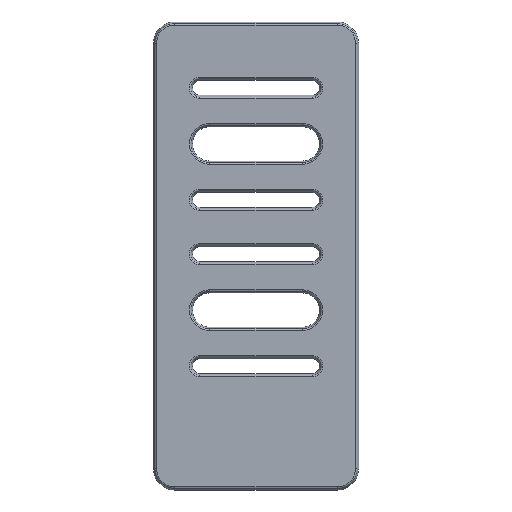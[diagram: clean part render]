
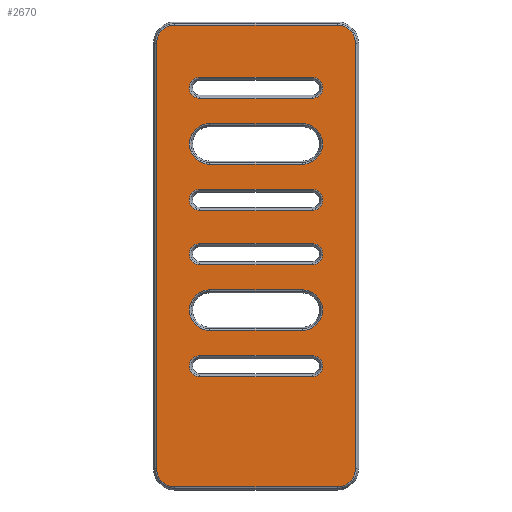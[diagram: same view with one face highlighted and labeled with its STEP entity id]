
A CAD part, top view. The second image highlights one B-rep face of the part: STEP entity #2670.
In plain terms, the highlighted planar face has unit normal (0, 0, 1).
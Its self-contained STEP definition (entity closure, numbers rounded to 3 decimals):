
#169=CARTESIAN_POINT('',(-210.,570.,0.));
#170=DIRECTION('',(0.,0.,1.));
#171=DIRECTION('',(0.,1.,0.));
#172=AXIS2_PLACEMENT_3D('',#169,#170,#171);
#177=DIRECTION('',(-1.,0.,0.));
#178=VECTOR('',#177,420.);
#179=CARTESIAN_POINT('',(210.,617.525,0.));
#180=LINE('',#179,#178);
#184=CARTESIAN_POINT('',(210.,570.,0.));
#185=DIRECTION('',(0.,0.,1.));
#186=DIRECTION('',(1.,0.,0.));
#187=AXIS2_PLACEMENT_3D('',#184,#185,#186);
#192=DIRECTION('',(0.,1.,0.));
#193=VECTOR('',#192,1100.);
#194=CARTESIAN_POINT('',(257.525,-530.,0.));
#195=LINE('',#194,#193);
#199=CARTESIAN_POINT('',(210.,-530.,0.));
#200=DIRECTION('',(0.,0.,1.));
#201=DIRECTION('',(0.,-1.,0.));
#202=AXIS2_PLACEMENT_3D('',#199,#200,#201);
#207=DIRECTION('',(1.,0.,0.));
#208=VECTOR('',#207,420.);
#209=CARTESIAN_POINT('',(-210.,-577.525,0.));
#210=LINE('',#209,#208);
#214=CARTESIAN_POINT('',(-210.,-530.,0.));
#215=DIRECTION('',(0.,0.,1.));
#216=DIRECTION('',(-1.,0.,0.));
#217=AXIS2_PLACEMENT_3D('',#214,#215,#216);
#222=DIRECTION('',(0.,-1.,0.));
#223=VECTOR('',#222,1100.);
#224=CARTESIAN_POINT('',(-257.525,570.,0.));
#225=LINE('',#224,#223);
#229=CARTESIAN_POINT('',(145.,455.,0.));
#230=DIRECTION('',(0.,0.,-1.));
#231=DIRECTION('',(0.,1.,0.));
#232=AXIS2_PLACEMENT_3D('',#229,#230,#231);
#237=DIRECTION('',(1.,0.,0.));
#238=VECTOR('',#237,290.);
#239=CARTESIAN_POINT('',(-145.,482.475,0.));
#240=LINE('',#239,#238);
#244=CARTESIAN_POINT('',(-145.,455.,0.));
#245=DIRECTION('',(0.,0.,-1.));
#246=DIRECTION('',(0.,-1.,0.));
#247=AXIS2_PLACEMENT_3D('',#244,#245,#246);
#252=DIRECTION('',(-1.,0.,0.));
#253=VECTOR('',#252,290.);
#254=CARTESIAN_POINT('',(145.,427.525,0.));
#255=LINE('',#254,#253);
#259=CARTESIAN_POINT('',(120.,310.,0.));
#260=DIRECTION('',(0.,0.,-1.));
#261=DIRECTION('',(0.,1.,0.));
#262=AXIS2_PLACEMENT_3D('',#259,#260,#261);
#267=DIRECTION('',(1.,0.,0.));
#268=VECTOR('',#267,240.);
#269=CARTESIAN_POINT('',(-120.,362.475,0.));
#270=LINE('',#269,#268);
#274=CARTESIAN_POINT('',(-120.,310.,0.));
#275=DIRECTION('',(0.,0.,-1.));
#276=DIRECTION('',(0.,-1.,0.));
#277=AXIS2_PLACEMENT_3D('',#274,#275,#276);
#282=DIRECTION('',(-1.,0.,0.));
#283=VECTOR('',#282,240.);
#284=CARTESIAN_POINT('',(120.,257.525,0.));
#285=LINE('',#284,#283);
#289=CARTESIAN_POINT('',(145.,165.,0.));
#290=DIRECTION('',(0.,0.,-1.));
#291=DIRECTION('',(0.,1.,0.));
#292=AXIS2_PLACEMENT_3D('',#289,#290,#291);
#297=DIRECTION('',(1.,0.,0.));
#298=VECTOR('',#297,290.);
#299=CARTESIAN_POINT('',(-145.,192.475,0.));
#300=LINE('',#299,#298);
#304=CARTESIAN_POINT('',(-145.,165.,0.));
#305=DIRECTION('',(0.,0.,-1.));
#306=DIRECTION('',(0.,-1.,0.));
#307=AXIS2_PLACEMENT_3D('',#304,#305,#306);
#312=DIRECTION('',(-1.,0.,0.));
#313=VECTOR('',#312,290.);
#314=CARTESIAN_POINT('',(145.,137.525,0.));
#315=LINE('',#314,#313);
#319=CARTESIAN_POINT('',(145.,25.,0.));
#320=DIRECTION('',(0.,0.,-1.));
#321=DIRECTION('',(0.,1.,0.));
#322=AXIS2_PLACEMENT_3D('',#319,#320,#321);
#327=DIRECTION('',(1.,0.,0.));
#328=VECTOR('',#327,290.);
#329=CARTESIAN_POINT('',(-145.,52.475,0.));
#330=LINE('',#329,#328);
#334=CARTESIAN_POINT('',(-145.,25.,0.));
#335=DIRECTION('',(0.,0.,-1.));
#336=DIRECTION('',(0.,-1.,0.));
#337=AXIS2_PLACEMENT_3D('',#334,#335,#336);
#342=DIRECTION('',(-1.,0.,0.));
#343=VECTOR('',#342,290.);
#344=CARTESIAN_POINT('',(145.,-2.475,0.));
#345=LINE('',#344,#343);
#349=CARTESIAN_POINT('',(120.,-120.,0.));
#350=DIRECTION('',(0.,0.,-1.));
#351=DIRECTION('',(0.,1.,0.));
#352=AXIS2_PLACEMENT_3D('',#349,#350,#351);
#357=DIRECTION('',(1.,0.,0.));
#358=VECTOR('',#357,240.);
#359=CARTESIAN_POINT('',(-120.,-67.525,0.));
#360=LINE('',#359,#358);
#364=CARTESIAN_POINT('',(-120.,-120.,0.));
#365=DIRECTION('',(0.,0.,-1.));
#366=DIRECTION('',(0.,-1.,0.));
#367=AXIS2_PLACEMENT_3D('',#364,#365,#366);
#372=DIRECTION('',(-1.,0.,0.));
#373=VECTOR('',#372,240.);
#374=CARTESIAN_POINT('',(120.,-172.475,0.));
#375=LINE('',#374,#373);
#379=CARTESIAN_POINT('',(145.,-265.,0.));
#380=DIRECTION('',(0.,0.,-1.));
#381=DIRECTION('',(0.,1.,0.));
#382=AXIS2_PLACEMENT_3D('',#379,#380,#381);
#387=DIRECTION('',(1.,0.,0.));
#388=VECTOR('',#387,290.);
#389=CARTESIAN_POINT('',(-145.,-237.525,0.));
#390=LINE('',#389,#388);
#394=CARTESIAN_POINT('',(-145.,-265.,0.));
#395=DIRECTION('',(0.,0.,-1.));
#396=DIRECTION('',(0.,-1.,0.));
#397=AXIS2_PLACEMENT_3D('',#394,#395,#396);
#402=DIRECTION('',(-1.,0.,0.));
#403=VECTOR('',#402,290.);
#404=CARTESIAN_POINT('',(145.,-292.475,0.));
#405=LINE('',#404,#403);
#2307=CARTESIAN_POINT('',(-210.,617.525,0.));
#2308=CARTESIAN_POINT('',(-257.525,570.,0.));
#2309=VERTEX_POINT('',#2307);
#2310=VERTEX_POINT('',#2308);
#2315=CARTESIAN_POINT('',(-257.525,-530.,0.));
#2316=VERTEX_POINT('',#2315);
#2319=CARTESIAN_POINT('',(-210.,-577.525,0.));
#2320=VERTEX_POINT('',#2319);
#2323=CARTESIAN_POINT('',(210.,-577.525,0.));
#2324=VERTEX_POINT('',#2323);
#2327=CARTESIAN_POINT('',(257.525,-530.,0.));
#2328=VERTEX_POINT('',#2327);
#2331=CARTESIAN_POINT('',(257.525,570.,0.));
#2332=VERTEX_POINT('',#2331);
#2335=CARTESIAN_POINT('',(210.,617.525,0.));
#2336=VERTEX_POINT('',#2335);
#2339=CARTESIAN_POINT('',(145.,482.475,0.));
#2340=CARTESIAN_POINT('',(145.,427.525,0.));
#2341=VERTEX_POINT('',#2339);
#2342=VERTEX_POINT('',#2340);
#2347=CARTESIAN_POINT('',(-145.,427.525,0.));
#2348=VERTEX_POINT('',#2347);
#2351=CARTESIAN_POINT('',(-145.,482.475,0.));
#2352=VERTEX_POINT('',#2351);
#2355=CARTESIAN_POINT('',(120.,362.475,0.));
#2356=CARTESIAN_POINT('',(120.,257.525,0.));
#2357=VERTEX_POINT('',#2355);
#2358=VERTEX_POINT('',#2356);
#2363=CARTESIAN_POINT('',(-120.,257.525,0.));
#2364=VERTEX_POINT('',#2363);
#2367=CARTESIAN_POINT('',(-120.,362.475,0.));
#2368=VERTEX_POINT('',#2367);
#2371=CARTESIAN_POINT('',(145.,192.475,0.));
#2372=CARTESIAN_POINT('',(145.,137.525,0.));
#2373=VERTEX_POINT('',#2371);
#2374=VERTEX_POINT('',#2372);
#2379=CARTESIAN_POINT('',(-145.,137.525,0.));
#2380=VERTEX_POINT('',#2379);
#2383=CARTESIAN_POINT('',(-145.,192.475,0.));
#2384=VERTEX_POINT('',#2383);
#2387=CARTESIAN_POINT('',(145.,52.475,0.));
#2388=CARTESIAN_POINT('',(145.,-2.475,0.));
#2389=VERTEX_POINT('',#2387);
#2390=VERTEX_POINT('',#2388);
#2395=CARTESIAN_POINT('',(-145.,-2.475,0.));
#2396=VERTEX_POINT('',#2395);
#2399=CARTESIAN_POINT('',(-145.,52.475,0.));
#2400=VERTEX_POINT('',#2399);
#2403=CARTESIAN_POINT('',(120.,-67.525,0.));
#2404=CARTESIAN_POINT('',(120.,-172.475,0.));
#2405=VERTEX_POINT('',#2403);
#2406=VERTEX_POINT('',#2404);
#2411=CARTESIAN_POINT('',(-120.,-172.475,0.));
#2412=VERTEX_POINT('',#2411);
#2415=CARTESIAN_POINT('',(-120.,-67.525,0.));
#2416=VERTEX_POINT('',#2415);
#2419=CARTESIAN_POINT('',(145.,-237.525,0.));
#2420=CARTESIAN_POINT('',(145.,-292.475,0.));
#2421=VERTEX_POINT('',#2419);
#2422=VERTEX_POINT('',#2420);
#2427=CARTESIAN_POINT('',(-145.,-292.475,0.));
#2428=VERTEX_POINT('',#2427);
#2431=CARTESIAN_POINT('',(-145.,-237.525,0.));
#2432=VERTEX_POINT('',#2431);
#2587=CARTESIAN_POINT('',(0.,0.,0.));
#2588=DIRECTION('',(0.,0.,1.));
#2589=DIRECTION('',(1.,0.,0.));
#2590=AXIS2_PLACEMENT_3D('',#2587,#2588,#2589);
#2591=PLANE('',#2590);
#2593=ORIENTED_EDGE('',*,*,#2592,.F.);
#2595=ORIENTED_EDGE('',*,*,#2594,.F.);
#2597=ORIENTED_EDGE('',*,*,#2596,.F.);
#2599=ORIENTED_EDGE('',*,*,#2598,.F.);
#2601=ORIENTED_EDGE('',*,*,#2600,.F.);
#2603=ORIENTED_EDGE('',*,*,#2602,.F.);
#2605=ORIENTED_EDGE('',*,*,#2604,.F.);
#2607=ORIENTED_EDGE('',*,*,#2606,.F.);
#2608=EDGE_LOOP('',(#2593,#2595,#2597,#2599,#2601,#2603,#2605,#2607));
#2609=FACE_OUTER_BOUND('',#2608,.F.);
#2611=ORIENTED_EDGE('',*,*,#2610,.F.);
#2613=ORIENTED_EDGE('',*,*,#2612,.F.);
#2615=ORIENTED_EDGE('',*,*,#2614,.F.);
#2617=ORIENTED_EDGE('',*,*,#2616,.F.);
#2618=EDGE_LOOP('',(#2611,#2613,#2615,#2617));
#2619=FACE_BOUND('',#2618,.F.);
#2621=ORIENTED_EDGE('',*,*,#2620,.F.);
#2623=ORIENTED_EDGE('',*,*,#2622,.F.);
#2625=ORIENTED_EDGE('',*,*,#2624,.F.);
#2627=ORIENTED_EDGE('',*,*,#2626,.F.);
#2628=EDGE_LOOP('',(#2621,#2623,#2625,#2627));
#2629=FACE_BOUND('',#2628,.F.);
#2631=ORIENTED_EDGE('',*,*,#2630,.F.);
#2633=ORIENTED_EDGE('',*,*,#2632,.F.);
#2635=ORIENTED_EDGE('',*,*,#2634,.F.);
#2637=ORIENTED_EDGE('',*,*,#2636,.F.);
#2638=EDGE_LOOP('',(#2631,#2633,#2635,#2637));
#2639=FACE_BOUND('',#2638,.F.);
#2641=ORIENTED_EDGE('',*,*,#2640,.F.);
#2643=ORIENTED_EDGE('',*,*,#2642,.F.);
#2645=ORIENTED_EDGE('',*,*,#2644,.F.);
#2647=ORIENTED_EDGE('',*,*,#2646,.F.);
#2648=EDGE_LOOP('',(#2641,#2643,#2645,#2647));
#2649=FACE_BOUND('',#2648,.F.);
#2651=ORIENTED_EDGE('',*,*,#2650,.F.);
#2653=ORIENTED_EDGE('',*,*,#2652,.F.);
#2655=ORIENTED_EDGE('',*,*,#2654,.F.);
#2657=ORIENTED_EDGE('',*,*,#2656,.F.);
#2658=EDGE_LOOP('',(#2651,#2653,#2655,#2657));
#2659=FACE_BOUND('',#2658,.F.);
#2661=ORIENTED_EDGE('',*,*,#2660,.F.);
#2663=ORIENTED_EDGE('',*,*,#2662,.F.);
#2665=ORIENTED_EDGE('',*,*,#2664,.F.);
#2667=ORIENTED_EDGE('',*,*,#2666,.F.);
#2668=EDGE_LOOP('',(#2661,#2663,#2665,#2667));
#2669=FACE_BOUND('',#2668,.F.);
#173=CIRCLE('',#172,47.525);
#188=CIRCLE('',#187,47.525);
#203=CIRCLE('',#202,47.525);
#218=CIRCLE('',#217,47.525);
#233=CIRCLE('',#232,27.475);
#248=CIRCLE('',#247,27.475);
#263=CIRCLE('',#262,52.475);
#278=CIRCLE('',#277,52.475);
#293=CIRCLE('',#292,27.475);
#308=CIRCLE('',#307,27.475);
#323=CIRCLE('',#322,27.475);
#338=CIRCLE('',#337,27.475);
#353=CIRCLE('',#352,52.475);
#368=CIRCLE('',#367,52.475);
#383=CIRCLE('',#382,27.475);
#398=CIRCLE('',#397,27.475);
#2592=EDGE_CURVE('',#2309,#2310,#173,.T.);
#2594=EDGE_CURVE('',#2336,#2309,#180,.T.);
#2596=EDGE_CURVE('',#2332,#2336,#188,.T.);
#2598=EDGE_CURVE('',#2328,#2332,#195,.T.);
#2600=EDGE_CURVE('',#2324,#2328,#203,.T.);
#2602=EDGE_CURVE('',#2320,#2324,#210,.T.);
#2604=EDGE_CURVE('',#2316,#2320,#218,.T.);
#2606=EDGE_CURVE('',#2310,#2316,#225,.T.);
#2610=EDGE_CURVE('',#2341,#2342,#233,.T.);
#2612=EDGE_CURVE('',#2352,#2341,#240,.T.);
#2614=EDGE_CURVE('',#2348,#2352,#248,.T.);
#2616=EDGE_CURVE('',#2342,#2348,#255,.T.);
#2620=EDGE_CURVE('',#2357,#2358,#263,.T.);
#2622=EDGE_CURVE('',#2368,#2357,#270,.T.);
#2624=EDGE_CURVE('',#2364,#2368,#278,.T.);
#2626=EDGE_CURVE('',#2358,#2364,#285,.T.);
#2630=EDGE_CURVE('',#2373,#2374,#293,.T.);
#2632=EDGE_CURVE('',#2384,#2373,#300,.T.);
#2634=EDGE_CURVE('',#2380,#2384,#308,.T.);
#2636=EDGE_CURVE('',#2374,#2380,#315,.T.);
#2640=EDGE_CURVE('',#2389,#2390,#323,.T.);
#2642=EDGE_CURVE('',#2400,#2389,#330,.T.);
#2644=EDGE_CURVE('',#2396,#2400,#338,.T.);
#2646=EDGE_CURVE('',#2390,#2396,#345,.T.);
#2650=EDGE_CURVE('',#2405,#2406,#353,.T.);
#2652=EDGE_CURVE('',#2416,#2405,#360,.T.);
#2654=EDGE_CURVE('',#2412,#2416,#368,.T.);
#2656=EDGE_CURVE('',#2406,#2412,#375,.T.);
#2660=EDGE_CURVE('',#2421,#2422,#383,.T.);
#2662=EDGE_CURVE('',#2432,#2421,#390,.T.);
#2664=EDGE_CURVE('',#2428,#2432,#398,.T.);
#2666=EDGE_CURVE('',#2422,#2428,#405,.T.);
#2670=ADVANCED_FACE('',(#2609,#2619,#2629,#2639,#2649,#2659,#2669),#2591,.T.);
